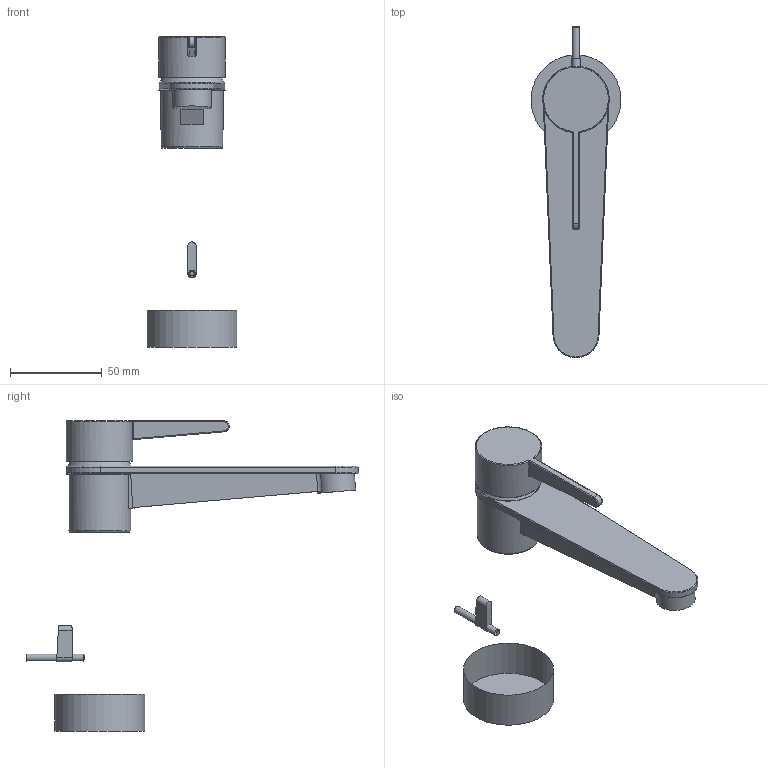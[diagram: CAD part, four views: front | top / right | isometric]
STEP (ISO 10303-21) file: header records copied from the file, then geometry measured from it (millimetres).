
FILE_DESCRIPTION(/* description */ (''),/* implementation_level */ '2;1');
FILE_NAME(/* name */ 'TVW127003000 Schlitz am Krper weg.step',/* time_stamp */ '2023-02-22T15:07:11+01:00',/* author */ (''),/* organization */ (''),/* preprocessor_version */ 'ST-DEVELOPER v19.2',/* originating_system */ 'Autodesk Translation Framework v11.17.0.187',/* authorisation */ '');
FILE_SCHEMA (('AUTOMOTIVE_DESIGN { 1 0 10303 214 3 1 1 }'));
Length unit declared in the file: millimetre
Products named in the file (7): (Nicht gespeichert); 6576_71; 6580_141; 6573_271; 6579_12; 6574_18; Komponente7
Assembly tree (6 placements, depth 2):
  (Nicht gespeichert)
    6576_71
    6580_141
    6573_271
    6579_12
    6574_18
    Komponente7
Bounding box: 48.81 x 180.5 x 168.8 mm (x, y, z)
Volume: 225083.1 mm3; surface area: 54159.1 mm2
Topology: 6 solids, 6 shells, 163 faces, 383 edges, 238 vertices
Faces by surface type: plane 56, cylinder 45, bspline 25, torus 23, cone 14
Full cylindrical faces by diameter (mm): 3.9 x1, 4.2 x1, 14.5 x1, 21 x1, 28.2 x2, 30.5 x1, 31.8 x1, 32 x1, 33 x1, 33.8 x1, 36.2 x1, 49 x1
Entity records: 9229 total; most frequent: CARTESIAN_POINT 5358, DIRECTION 787, ORIENTED_EDGE 766, EDGE_CURVE 383, AXIS2_PLACEMENT_3D 320, VERTEX_POINT 238, EDGE_LOOP 175, CIRCLE 164
